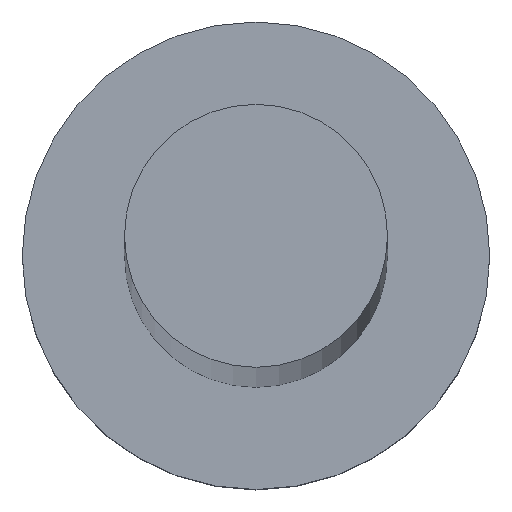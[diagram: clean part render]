
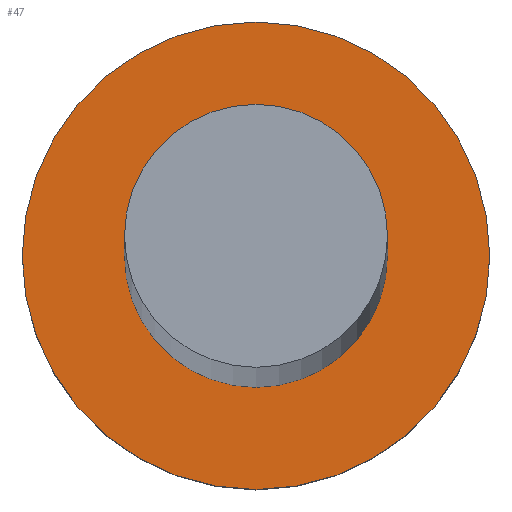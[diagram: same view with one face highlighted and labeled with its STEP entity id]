
A CAD part, top view. The second image highlights one B-rep face of the part: STEP entity #47.
In plain terms, the highlighted planar face has unit normal (0, 0, 1).
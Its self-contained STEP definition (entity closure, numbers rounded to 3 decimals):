
#2 = CIRCLE ( 'NONE', #11, 4. ) ;
#11 = AXIS2_PLACEMENT_3D ( 'NONE', #242, #122, #161 ) ;
#12 = VERTEX_POINT ( 'NONE', #183 ) ;
#15 = EDGE_CURVE ( 'NONE', #68, #233, #2, .T. ) ;
#20 = CARTESIAN_POINT ( 'NONE',  ( 0., 0., 4. ) ) ;
#23 = VERTEX_POINT ( 'NONE', #162 ) ;
#27 = CIRCLE ( 'NONE', #49, 2.25 ) ;
#28 = FACE_BOUND ( 'NONE', #248, .T. ) ;
#30 = AXIS2_PLACEMENT_3D ( 'NONE', #20, #136, #137 ) ;
#34 = ORIENTED_EDGE ( 'NONE', *, *, #93, .F. ) ;
#36 = DIRECTION ( 'NONE',  ( 0., 0., 1. ) ) ;
#42 = CARTESIAN_POINT ( 'NONE',  ( 4., 0., 4. ) ) ;
#47 = ADVANCED_FACE ( 'NONE', ( #28, #218 ), #64, .T. ) ;
#49 = AXIS2_PLACEMENT_3D ( 'NONE', #194, #155, #251 ) ;
#59 = ORIENTED_EDGE ( 'NONE', *, *, #15, .T. ) ;
#64 = PLANE ( 'NONE',  #109 ) ;
#66 = CIRCLE ( 'NONE', #30, 2.25 ) ;
#68 = VERTEX_POINT ( 'NONE', #220 ) ;
#93 = EDGE_CURVE ( 'NONE', #12, #23, #66, .T. ) ;
#105 = DIRECTION ( 'NONE',  ( 1., 0., 0. ) ) ;
#109 = AXIS2_PLACEMENT_3D ( 'NONE', #240, #197, #105 ) ;
#110 = EDGE_CURVE ( 'NONE', #233, #68, #172, .T. ) ;
#122 = DIRECTION ( 'NONE',  ( 0., 0., 1. ) ) ;
#129 = ORIENTED_EDGE ( 'NONE', *, *, #110, .T. ) ;
#135 = DIRECTION ( 'NONE',  ( 1., 0., 0. ) ) ;
#136 = DIRECTION ( 'NONE',  ( 0., 0., 1. ) ) ;
#137 = DIRECTION ( 'NONE',  ( 1., 0., 0. ) ) ;
#150 = EDGE_CURVE ( 'NONE', #23, #12, #27, .T. ) ;
#155 = DIRECTION ( 'NONE',  ( 0., 0., 1. ) ) ;
#161 = DIRECTION ( 'NONE',  ( 1., 0., 0. ) ) ;
#162 = CARTESIAN_POINT ( 'NONE',  ( 2.25, 0., 4. ) ) ;
#172 = CIRCLE ( 'NONE', #202, 4. ) ;
#178 = ORIENTED_EDGE ( 'NONE', *, *, #150, .F. ) ;
#183 = CARTESIAN_POINT ( 'NONE',  ( -2.25, 0., 4. ) ) ;
#194 = CARTESIAN_POINT ( 'NONE',  ( 0., 0., 4. ) ) ;
#197 = DIRECTION ( 'NONE',  ( 0., 0., 1. ) ) ;
#202 = AXIS2_PLACEMENT_3D ( 'NONE', #253, #36, #135 ) ;
#212 = EDGE_LOOP ( 'NONE', ( #59, #129 ) ) ;
#218 = FACE_OUTER_BOUND ( 'NONE', #212, .T. ) ;
#220 = CARTESIAN_POINT ( 'NONE',  ( -4., 0., 4. ) ) ;
#233 = VERTEX_POINT ( 'NONE', #42 ) ;
#240 = CARTESIAN_POINT ( 'NONE',  ( 0., 0., 4. ) ) ;
#242 = CARTESIAN_POINT ( 'NONE',  ( 0., 0., 4. ) ) ;
#248 = EDGE_LOOP ( 'NONE', ( #34, #178 ) ) ;
#251 = DIRECTION ( 'NONE',  ( 1., 0., 0. ) ) ;
#253 = CARTESIAN_POINT ( 'NONE',  ( 0., 0., 4. ) ) ;
